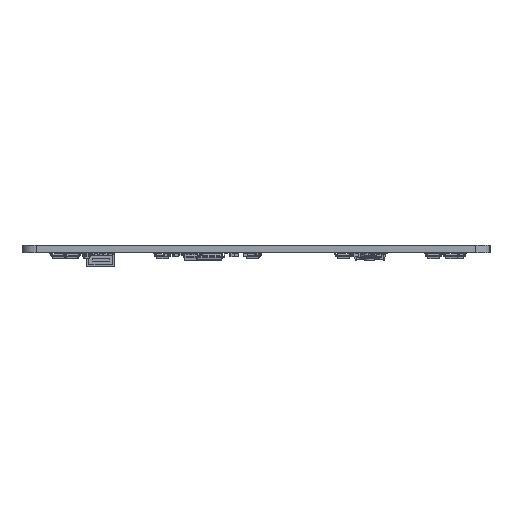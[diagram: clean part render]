
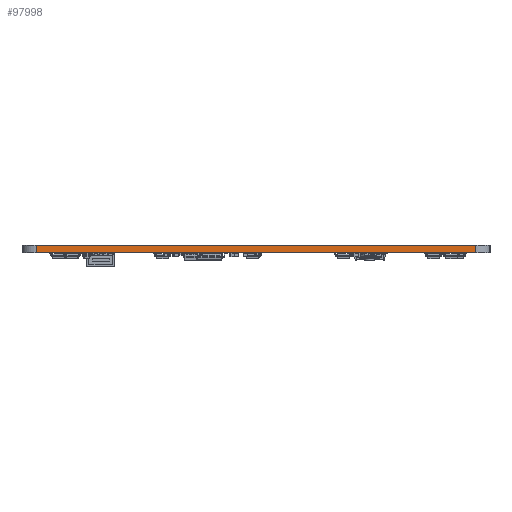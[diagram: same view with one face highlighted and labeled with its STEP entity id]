
A CAD part, left-side view. The second image highlights one B-rep face of the part: STEP entity #97998.
In plain terms, the highlighted planar face has unit normal (-1, 0, 0).
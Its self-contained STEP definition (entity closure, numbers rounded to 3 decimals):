
#97815 = CYLINDRICAL_SURFACE('',#97816,3.);
#97816 = AXIS2_PLACEMENT_3D('',#97817,#97818,#97819);
#97817 = CARTESIAN_POINT('',(41.728,-41.664,0.));
#97818 = DIRECTION('',(-0.,-0.,-1.));
#97819 = DIRECTION('',(1.,0.,-0.));
#97840 = VERTEX_POINT('',#97841);
#97841 = CARTESIAN_POINT('',(38.728,-41.664,1.6));
#97856 = PLANE('',#97857);
#97857 = AXIS2_PLACEMENT_3D('',#97858,#97859,#97860);
#97858 = CARTESIAN_POINT('',(195.19,-87.97,1.6));
#97859 = DIRECTION('',(0.,0.,1.));
#97860 = DIRECTION('',(1.,0.,-0.));
#97868 = EDGE_CURVE('',#97869,#97840,#97871,.T.);
#97869 = VERTEX_POINT('',#97870);
#97870 = CARTESIAN_POINT('',(38.728,-41.664,0.));
#97871 = SURFACE_CURVE('',#97872,(#97876,#97883),.PCURVE_S1.);
#97872 = LINE('',#97873,#97874);
#97873 = CARTESIAN_POINT('',(38.728,-41.664,0.));
#97874 = VECTOR('',#97875,1.);
#97875 = DIRECTION('',(0.,0.,1.));
#97876 = PCURVE('',#97815,#97877);
#97877 = DEFINITIONAL_REPRESENTATION('',(#97878),#97882);
#97878 = LINE('',#97879,#97880);
#97879 = CARTESIAN_POINT('',(-3.142,0.));
#97880 = VECTOR('',#97881,1.);
#97881 = DIRECTION('',(-0.,-1.));
#97882 = ( GEOMETRIC_REPRESENTATION_CONTEXT(2) 
PARAMETRIC_REPRESENTATION_CONTEXT() REPRESENTATION_CONTEXT('2D SPACE',''
  ) );
#97883 = PCURVE('',#97884,#97889);
#97884 = PLANE('',#97885);
#97885 = AXIS2_PLACEMENT_3D('',#97886,#97887,#97888);
#97886 = CARTESIAN_POINT('',(38.728,-41.664,0.));
#97887 = DIRECTION('',(1.,0.,0.));
#97888 = DIRECTION('',(0.,-1.,0.));
#97889 = DEFINITIONAL_REPRESENTATION('',(#97890),#97894);
#97890 = LINE('',#97891,#97892);
#97891 = CARTESIAN_POINT('',(0.,0.));
#97892 = VECTOR('',#97893,1.);
#97893 = DIRECTION('',(0.,-1.));
#97894 = ( GEOMETRIC_REPRESENTATION_CONTEXT(2) 
PARAMETRIC_REPRESENTATION_CONTEXT() REPRESENTATION_CONTEXT('2D SPACE',''
  ) );
#97911 = PLANE('',#97912);
#97912 = AXIS2_PLACEMENT_3D('',#97913,#97914,#97915);
#97913 = CARTESIAN_POINT('',(195.19,-87.97,0.));
#97914 = DIRECTION('',(0.,0.,1.));
#97915 = DIRECTION('',(1.,0.,-0.));
#97998 = ADVANCED_FACE('',(#97999),#97884,.F.);
#97999 = FACE_BOUND('',#98000,.F.);
#98000 = EDGE_LOOP('',(#98001,#98002,#98025,#98053));
#98001 = ORIENTED_EDGE('',*,*,#97868,.T.);
#98002 = ORIENTED_EDGE('',*,*,#98003,.T.);
#98003 = EDGE_CURVE('',#97840,#98004,#98006,.T.);
#98004 = VERTEX_POINT('',#98005);
#98005 = CARTESIAN_POINT('',(38.728,-134.277,1.6));
#98006 = SURFACE_CURVE('',#98007,(#98011,#98018),.PCURVE_S1.);
#98007 = LINE('',#98008,#98009);
#98008 = CARTESIAN_POINT('',(38.728,-41.664,1.6));
#98009 = VECTOR('',#98010,1.);
#98010 = DIRECTION('',(0.,-1.,0.));
#98011 = PCURVE('',#97884,#98012);
#98012 = DEFINITIONAL_REPRESENTATION('',(#98013),#98017);
#98013 = LINE('',#98014,#98015);
#98014 = CARTESIAN_POINT('',(0.,-1.6));
#98015 = VECTOR('',#98016,1.);
#98016 = DIRECTION('',(1.,0.));
#98017 = ( GEOMETRIC_REPRESENTATION_CONTEXT(2) 
PARAMETRIC_REPRESENTATION_CONTEXT() REPRESENTATION_CONTEXT('2D SPACE',''
  ) );
#98018 = PCURVE('',#97856,#98019);
#98019 = DEFINITIONAL_REPRESENTATION('',(#98020),#98024);
#98020 = LINE('',#98021,#98022);
#98021 = CARTESIAN_POINT('',(-156.463,46.306));
#98022 = VECTOR('',#98023,1.);
#98023 = DIRECTION('',(0.,-1.));
#98024 = ( GEOMETRIC_REPRESENTATION_CONTEXT(2) 
PARAMETRIC_REPRESENTATION_CONTEXT() REPRESENTATION_CONTEXT('2D SPACE',''
  ) );
#98025 = ORIENTED_EDGE('',*,*,#98026,.F.);
#98026 = EDGE_CURVE('',#98027,#98004,#98029,.T.);
#98027 = VERTEX_POINT('',#98028);
#98028 = CARTESIAN_POINT('',(38.728,-134.277,0.));
#98029 = SURFACE_CURVE('',#98030,(#98034,#98041),.PCURVE_S1.);
#98030 = LINE('',#98031,#98032);
#98031 = CARTESIAN_POINT('',(38.728,-134.277,0.));
#98032 = VECTOR('',#98033,1.);
#98033 = DIRECTION('',(0.,0.,1.));
#98034 = PCURVE('',#97884,#98035);
#98035 = DEFINITIONAL_REPRESENTATION('',(#98036),#98040);
#98036 = LINE('',#98037,#98038);
#98037 = CARTESIAN_POINT('',(92.613,0.));
#98038 = VECTOR('',#98039,1.);
#98039 = DIRECTION('',(0.,-1.));
#98040 = ( GEOMETRIC_REPRESENTATION_CONTEXT(2) 
PARAMETRIC_REPRESENTATION_CONTEXT() REPRESENTATION_CONTEXT('2D SPACE',''
  ) );
#98041 = PCURVE('',#98042,#98047);
#98042 = CYLINDRICAL_SURFACE('',#98043,3.);
#98043 = AXIS2_PLACEMENT_3D('',#98044,#98045,#98046);
#98044 = CARTESIAN_POINT('',(41.728,-134.277,0.));
#98045 = DIRECTION('',(-0.,-0.,-1.));
#98046 = DIRECTION('',(1.,0.,-0.));
#98047 = DEFINITIONAL_REPRESENTATION('',(#98048),#98052);
#98048 = LINE('',#98049,#98050);
#98049 = CARTESIAN_POINT('',(-3.141,0.));
#98050 = VECTOR('',#98051,1.);
#98051 = DIRECTION('',(-0.,-1.));
#98052 = ( GEOMETRIC_REPRESENTATION_CONTEXT(2) 
PARAMETRIC_REPRESENTATION_CONTEXT() REPRESENTATION_CONTEXT('2D SPACE',''
  ) );
#98053 = ORIENTED_EDGE('',*,*,#98054,.F.);
#98054 = EDGE_CURVE('',#97869,#98027,#98055,.T.);
#98055 = SURFACE_CURVE('',#98056,(#98060,#98067),.PCURVE_S1.);
#98056 = LINE('',#98057,#98058);
#98057 = CARTESIAN_POINT('',(38.728,-41.664,0.));
#98058 = VECTOR('',#98059,1.);
#98059 = DIRECTION('',(0.,-1.,0.));
#98060 = PCURVE('',#97884,#98061);
#98061 = DEFINITIONAL_REPRESENTATION('',(#98062),#98066);
#98062 = LINE('',#98063,#98064);
#98063 = CARTESIAN_POINT('',(0.,0.));
#98064 = VECTOR('',#98065,1.);
#98065 = DIRECTION('',(1.,0.));
#98066 = ( GEOMETRIC_REPRESENTATION_CONTEXT(2) 
PARAMETRIC_REPRESENTATION_CONTEXT() REPRESENTATION_CONTEXT('2D SPACE',''
  ) );
#98067 = PCURVE('',#97911,#98068);
#98068 = DEFINITIONAL_REPRESENTATION('',(#98069),#98073);
#98069 = LINE('',#98070,#98071);
#98070 = CARTESIAN_POINT('',(-156.463,46.306));
#98071 = VECTOR('',#98072,1.);
#98072 = DIRECTION('',(0.,-1.));
#98073 = ( GEOMETRIC_REPRESENTATION_CONTEXT(2) 
PARAMETRIC_REPRESENTATION_CONTEXT() REPRESENTATION_CONTEXT('2D SPACE',''
  ) );
